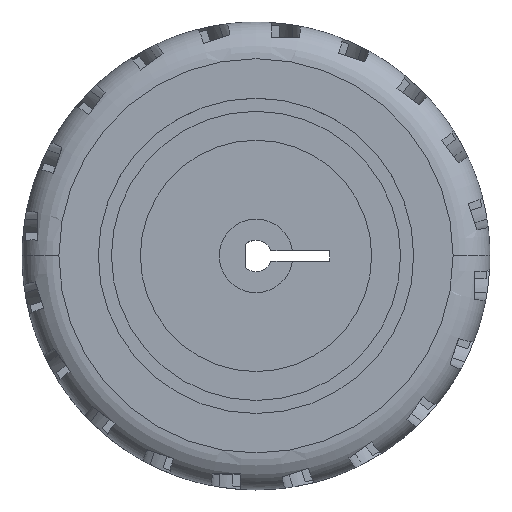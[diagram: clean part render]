
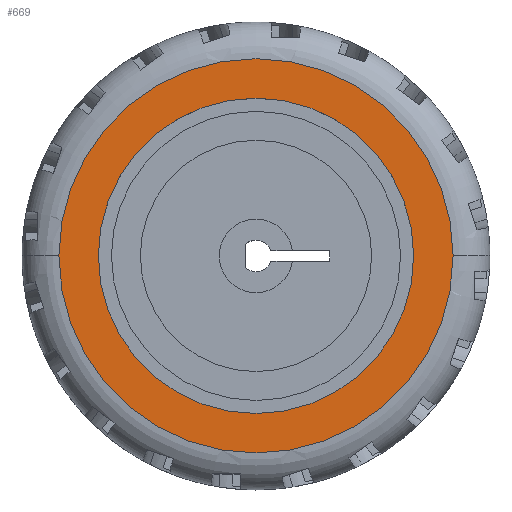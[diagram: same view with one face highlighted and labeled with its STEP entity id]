
A CAD part, top view. The second image highlights one B-rep face of the part: STEP entity #669.
In plain terms, the highlighted planar face has unit normal (0, 0, 1).
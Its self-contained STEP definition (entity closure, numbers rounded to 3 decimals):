
#669 = ADVANCED_FACE ( 'NONE', ( #6363, #6341 ), #3398, .T. ) ;
#920 = AXIS2_PLACEMENT_3D ( 'NONE', #8575, #18978, #10070 ) ;
#1051 = DIRECTION ( 'NONE',  ( 0., 0., 1. ) ) ;
#1701 = CARTESIAN_POINT ( 'NONE',  ( 15., 0., 18. ) ) ;
#2882 = ORIENTED_EDGE ( 'NONE', *, *, #3522, .T. ) ;
#3200 = ORIENTED_EDGE ( 'NONE', *, *, #7255, .T. ) ;
#3398 = PLANE ( 'NONE',  #15810 ) ;
#3471 = ORIENTED_EDGE ( 'NONE', *, *, #10156, .F. ) ;
#3522 = EDGE_CURVE ( 'NONE', #12695, #8975, #6309, .T. ) ;
#3733 = ORIENTED_EDGE ( 'NONE', *, *, #4462, .F. ) ;
#3766 = CIRCLE ( 'NONE', #18832, 15. ) ;
#4361 = CARTESIAN_POINT ( 'NONE',  ( 0., 0., 18. ) ) ;
#4462 = EDGE_CURVE ( 'NONE', #16389, #9275, #3766, .T. ) ;
#5455 = CARTESIAN_POINT ( 'NONE',  ( 0., 0., 18. ) ) ;
#5702 = DIRECTION ( 'NONE',  ( 0., 0., 1. ) ) ;
#5748 = DIRECTION ( 'NONE',  ( 1., 0., 0. ) ) ;
#5781 = DIRECTION ( 'NONE',  ( 1., 0., 0. ) ) ;
#6309 = CIRCLE ( 'NONE', #15016, 18.75 ) ;
#6341 = FACE_OUTER_BOUND ( 'NONE', #9964, .T. ) ;
#6363 = FACE_BOUND ( 'NONE', #10478, .T. ) ;
#6653 = DIRECTION ( 'NONE',  ( 1., 0., 0. ) ) ;
#6837 = DIRECTION ( 'NONE',  ( 0., 0., 1. ) ) ;
#6908 = CARTESIAN_POINT ( 'NONE',  ( 0., 0., 18. ) ) ;
#7255 = EDGE_CURVE ( 'NONE', #8975, #12695, #10694, .T. ) ;
#8575 = CARTESIAN_POINT ( 'NONE',  ( 0., 0., 18. ) ) ;
#8721 = CARTESIAN_POINT ( 'NONE',  ( 18.75, 0., 18. ) ) ;
#8975 = VERTEX_POINT ( 'NONE', #8721 ) ;
#9275 = VERTEX_POINT ( 'NONE', #15463 ) ;
#9676 = CARTESIAN_POINT ( 'NONE',  ( 0., 0., 18. ) ) ;
#9964 = EDGE_LOOP ( 'NONE', ( #3200, #2882 ) ) ;
#10070 = DIRECTION ( 'NONE',  ( 1., 0., 0. ) ) ;
#10156 = EDGE_CURVE ( 'NONE', #9275, #16389, #14465, .T. ) ;
#10478 = EDGE_LOOP ( 'NONE', ( #3733, #3471 ) ) ;
#10694 = CIRCLE ( 'NONE', #920, 18.75 ) ;
#11197 = DIRECTION ( 'NONE',  ( 1., 0., 0. ) ) ;
#12695 = VERTEX_POINT ( 'NONE', #18770 ) ;
#14465 = CIRCLE ( 'NONE', #17413, 15. ) ;
#14720 = DIRECTION ( 'NONE',  ( 0., 0., 1. ) ) ;
#15016 = AXIS2_PLACEMENT_3D ( 'NONE', #6908, #6837, #6653 ) ;
#15463 = CARTESIAN_POINT ( 'NONE',  ( -15., 0., 18. ) ) ;
#15810 = AXIS2_PLACEMENT_3D ( 'NONE', #5455, #5702, #5748 ) ;
#16389 = VERTEX_POINT ( 'NONE', #1701 ) ;
#17413 = AXIS2_PLACEMENT_3D ( 'NONE', #9676, #1051, #11197 ) ;
#18770 = CARTESIAN_POINT ( 'NONE',  ( -18.75, 0., 18. ) ) ;
#18832 = AXIS2_PLACEMENT_3D ( 'NONE', #4361, #14720, #5781 ) ;
#18978 = DIRECTION ( 'NONE',  ( 0., 0., 1. ) ) ;
